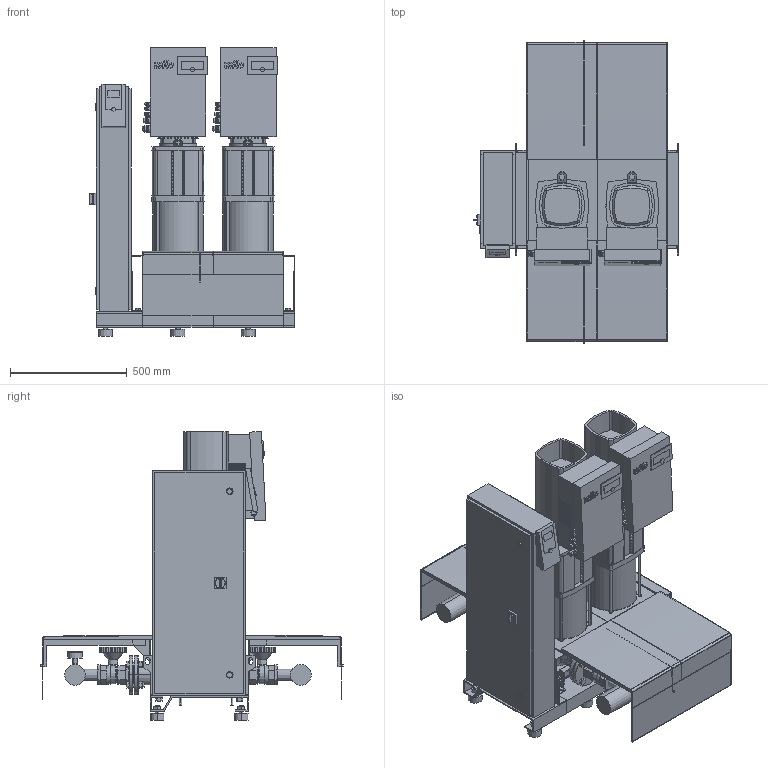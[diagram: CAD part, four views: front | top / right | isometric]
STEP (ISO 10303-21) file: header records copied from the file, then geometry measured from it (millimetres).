
FILE_DESCRIPTION((''),'2;1');
FILE_NAME('3d_SiBoostSmart2HelixEXCEL2203-4.2-2542590.stp','2016-08-24T10:14:17',(''),(''),'Mechanical Desktop 2009','Mechanical Desktop 2009',', , ');
FILE_SCHEMA(('CONFIG_CONTROL_DESIGN'));
Length unit declared in the file: millimetre
Products named in the file (1): Product
Bounding box: 880 x 1295 x 1236 mm (x, y, z)
Volume: 169681801.1 mm3; surface area: 13983825 mm2
Topology: 155 solids, 155 shells, 4781 faces, 12152 edges, 7930 vertices
Faces by surface type: plane 1780, bspline 1705, cylinder 1012, cone 150, torus 126, sphere 8
Entity records: 159416 total; most frequent: CARTESIAN_POINT 46143, ORIENTED_EDGE 24296, DIRECTION 21356, EDGE_CURVE 12148, VECTOR 8126, LINE 8126, VERTEX_POINT 7924, AXIS2_PLACEMENT_3D 6615
